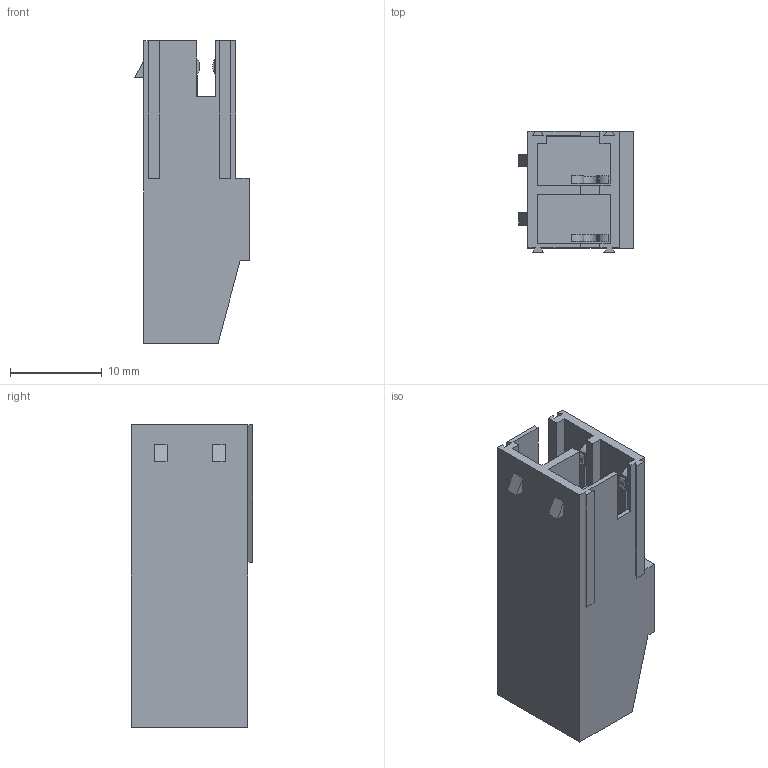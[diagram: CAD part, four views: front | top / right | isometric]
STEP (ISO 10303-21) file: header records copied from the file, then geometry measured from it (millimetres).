
FILE_DESCRIPTION( ( 'STEP AP214' ), '1' );
FILE_NAME( 'MVI2-6,35-V.stp', ' ', ( ' ' ), ( ' ' ), 'PSStep 14.0', 'VISI 19.0', ' ' );
FILE_SCHEMA( ( 'AUTOMOTIVE_DESIGN { 1 0 10303 214 1 1 1 1 }' ) );
Length unit declared in the file: millimetre
Products named in the file (3): 1; 2; 3
Bounding box: 12.5 x 13.2 x 33 mm (x, y, z)
Volume: 2610.9 mm3; surface area: 3292.9 mm2
Topology: 3 solids, 3 shells, 135 faces, 359 edges, 238 vertices
Faces by surface type: plane 117, cylinder 18
Full cylindrical faces by diameter (mm): 5 x2
Entity records: 5232 total; most frequent: CARTESIAN_POINT 729, ORIENTED_EDGE 710, DIRECTION 673, EDGE_CURVE 355, LINE 313, VECTOR 313, VERTEX_POINT 236, AXIS2_PLACEMENT_3D 180
